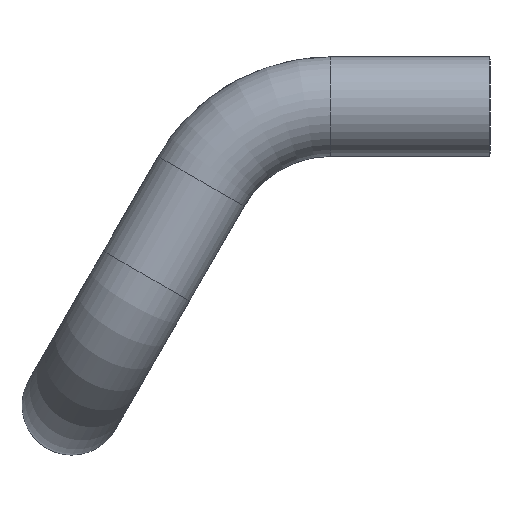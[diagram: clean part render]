
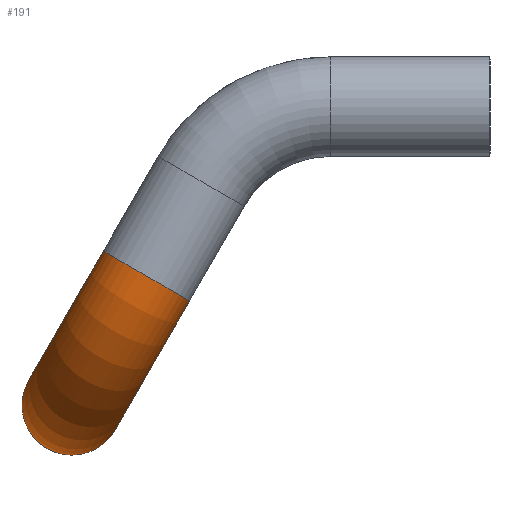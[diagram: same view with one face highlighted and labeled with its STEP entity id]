
A CAD part, left-side view. The second image highlights one B-rep face of the part: STEP entity #191.
In plain terms, the highlighted toroidal (fillet/blend) face has major radius 15 mm and minor radius 5 mm.
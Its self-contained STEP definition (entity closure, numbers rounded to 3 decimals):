
#27=TOROIDAL_SURFACE('',#226,15.,5.);
#40=ORIENTED_EDGE('',*,*,#68,.T.);
#41=ORIENTED_EDGE('',*,*,#69,.F.);
#68=EDGE_CURVE('',#84,#84,#102,.T.);
#69=EDGE_CURVE('',#85,#85,#103,.T.);
#84=VERTEX_POINT('',#332);
#85=VERTEX_POINT('',#335);
#102=CIRCLE('',#225,5.);
#103=CIRCLE('',#227,5.);
#122=EDGE_LOOP('',(#40));
#123=EDGE_LOOP('',(#41));
#154=FACE_BOUND('',#122,.T.);
#155=FACE_BOUND('',#123,.T.);
#191=ADVANCED_FACE('',(#154,#155),#27,.T.);
#225=AXIS2_PLACEMENT_3D('',#331,#268,#269);
#226=AXIS2_PLACEMENT_3D('',#333,#270,#271);
#227=AXIS2_PLACEMENT_3D('',#334,#272,#273);
#268=DIRECTION('',(0.,0.5,-0.866));
#269=DIRECTION('',(1.,0.,0.));
#270=DIRECTION('',(0.,-0.866,-0.5));
#271=DIRECTION('',(0.,0.5,-0.866));
#272=DIRECTION('',(1.,0.,0.));
#273=DIRECTION('',(0.,-0.5,0.866));
#331=CARTESIAN_POINT('',(0.,34.5,-17.01));
#332=CARTESIAN_POINT('',(5.,34.5,-17.01));
#333=CARTESIAN_POINT('',(15.,34.5,-17.01));
#334=CARTESIAN_POINT('',(15.,42.,-30.));
#335=CARTESIAN_POINT('',(15.,39.5,-25.67));
